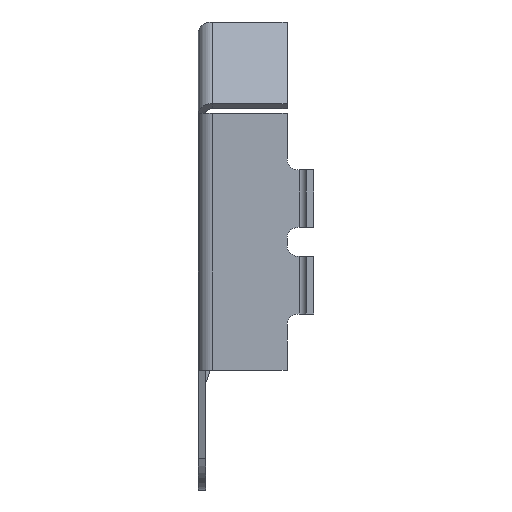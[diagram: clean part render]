
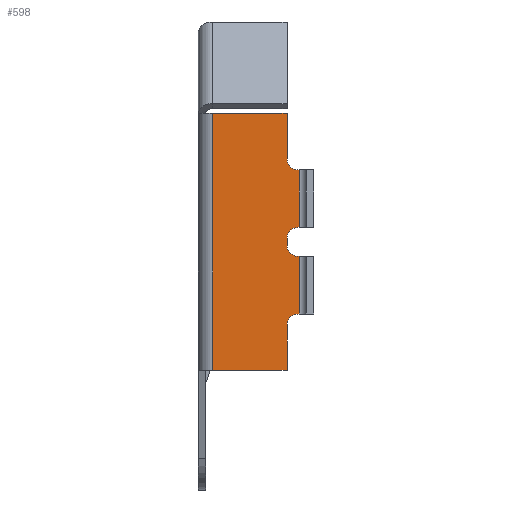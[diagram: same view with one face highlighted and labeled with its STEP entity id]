
A CAD part, left-side view. The second image highlights one B-rep face of the part: STEP entity #598.
In plain terms, the highlighted planar face has unit normal (-1, 0, 0).
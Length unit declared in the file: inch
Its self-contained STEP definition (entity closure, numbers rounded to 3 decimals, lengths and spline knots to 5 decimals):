
#8 = CARTESIAN_POINT ( 'NONE',  ( -0.4175, -0.13, -0.311 ) ) ;
#9 = AXIS2_PLACEMENT_3D ( 'NONE', #2728, #2395, #2375 ) ;
#60 = VECTOR ( 'NONE', #2402, 39.37008 ) ;
#82 = DIRECTION ( 'NONE',  ( 1., 0., 0. ) ) ;
#91 = DIRECTION ( 'NONE',  ( 0., 1., 0. ) ) ;
#117 = AXIS2_PLACEMENT_3D ( 'NONE', #2692, #676, #3055 ) ;
#170 = LINE ( 'NONE', #4350, #175 ) ;
#175 = VECTOR ( 'NONE', #1974, 39.37008 ) ;
#202 = ORIENTED_EDGE ( 'NONE', *, *, #2775, .F. ) ;
#255 = ORIENTED_EDGE ( 'NONE', *, *, #3859, .F. ) ;
#258 = ORIENTED_EDGE ( 'NONE', *, *, #3814, .F. ) ;
#279 = ORIENTED_EDGE ( 'NONE', *, *, #1089, .T. ) ;
#339 = DIRECTION ( 'NONE',  ( 0., 0., -1. ) ) ;
#367 = VERTEX_POINT ( 'NONE', #4332 ) ;
#398 = CARTESIAN_POINT ( 'NONE',  ( -0.4175, -0.113, -0.46905 ) ) ;
#507 = DIRECTION ( 'NONE',  ( 0., 0., -1. ) ) ;
#558 = CARTESIAN_POINT ( 'NONE',  ( -0.4175, -0.113, -0.286 ) ) ;
#596 = ORIENTED_EDGE ( 'NONE', *, *, #2354, .F. ) ;
#598 = ADVANCED_FACE ( 'NONE', ( #2056 ), #2403, .F. ) ;
#607 = CIRCLE ( 'NONE', #117, 0.015 ) ;
#641 = ORIENTED_EDGE ( 'NONE', *, *, #2192, .T. ) ;
#676 = DIRECTION ( 'NONE',  ( 1., 0., 0. ) ) ;
#695 = VERTEX_POINT ( 'NONE', #558 ) ;
#756 = ORIENTED_EDGE ( 'NONE', *, *, #1031, .F. ) ;
#857 = CIRCLE ( 'NONE', #1761, 0.015 ) ;
#1031 = EDGE_CURVE ( 'NONE', #3841, #3672, #3200, .T. ) ;
#1044 = DIRECTION ( 'NONE',  ( 1., 0., 0. ) ) ;
#1089 = EDGE_CURVE ( 'NONE', #2636, #2042, #3896, .T. ) ;
#1097 = CARTESIAN_POINT ( 'NONE',  ( -0.4175, -0.113, -0.46905 ) ) ;
#1184 = EDGE_CURVE ( 'NONE', #2636, #3841, #1744, .T. ) ;
#1322 = CARTESIAN_POINT ( 'NONE',  ( -0.4175, -0.128, -0.271 ) ) ;
#1374 = VECTOR ( 'NONE', #1724, 39.37008 ) ;
#1378 = CARTESIAN_POINT ( 'NONE',  ( -0.4175, -0.13, -0.391 ) ) ;
#1379 = AXIS2_PLACEMENT_3D ( 'NONE', #3096, #1044, #3444 ) ;
#1453 = CARTESIAN_POINT ( 'NONE',  ( -0.4175, 0., -0.46905 ) ) ;
#1505 = CARTESIAN_POINT ( 'NONE',  ( -0.4175, -0.113, -0.46905 ) ) ;
#1532 = LINE ( 'NONE', #1453, #1646 ) ;
#1589 = VERTEX_POINT ( 'NONE', #3345 ) ;
#1645 = CARTESIAN_POINT ( 'NONE',  ( -0.4175, -0.113, -0.406 ) ) ;
#1646 = VECTOR ( 'NONE', #3838, 39.37008 ) ;
#1681 = AXIS2_PLACEMENT_3D ( 'NONE', #2077, #82, #2420 ) ;
#1724 = DIRECTION ( 'NONE',  ( 0., 1., 0. ) ) ;
#1725 = CARTESIAN_POINT ( 'NONE',  ( -0.4175, -0.113, -0.11305 ) ) ;
#1744 = LINE ( 'NONE', #8, #4374 ) ;
#1761 = AXIS2_PLACEMENT_3D ( 'NONE', #4157, #2082, #91 ) ;
#1822 = CARTESIAN_POINT ( 'NONE',  ( -0.4175, -0.13, -0.191 ) ) ;
#1833 = VERTEX_POINT ( 'NONE', #1911 ) ;
#1911 = CARTESIAN_POINT ( 'NONE',  ( -0.4175, -0.13, -0.191 ) ) ;
#1924 = EDGE_CURVE ( 'NONE', #3488, #3672, #857, .T. ) ;
#1974 = DIRECTION ( 'NONE',  ( 0., 1., 0. ) ) ;
#2042 = VERTEX_POINT ( 'NONE', #4219 ) ;
#2055 = VECTOR ( 'NONE', #4144, 39.37008 ) ;
#2056 = FACE_OUTER_BOUND ( 'NONE', #3505, .T. ) ;
#2077 = CARTESIAN_POINT ( 'NONE',  ( -0.4175, -0.128, -0.176 ) ) ;
#2082 = DIRECTION ( 'NONE',  ( 1., 0., 0. ) ) ;
#2091 = ORIENTED_EDGE ( 'NONE', *, *, #3442, .F. ) ;
#2106 = CARTESIAN_POINT ( 'NONE',  ( -0.4175, -0.128, -0.391 ) ) ;
#2171 = CARTESIAN_POINT ( 'NONE',  ( -0.4175, -0.01, -0.11305 ) ) ;
#2191 = CARTESIAN_POINT ( 'NONE',  ( -0.4175, -0.01, -0.46905 ) ) ;
#2192 = EDGE_CURVE ( 'NONE', #3730, #2283, #3415, .T. ) ;
#2206 = VECTOR ( 'NONE', #507, 39.37008 ) ;
#2283 = VERTEX_POINT ( 'NONE', #2482 ) ;
#2290 = EDGE_CURVE ( 'NONE', #1833, #3730, #2855, .T. ) ;
#2350 = CARTESIAN_POINT ( 'NONE',  ( -0.4175, -0.128, -0.191 ) ) ;
#2354 = EDGE_CURVE ( 'NONE', #3279, #367, #2740, .T. ) ;
#2375 = DIRECTION ( 'NONE',  ( 0., -1., 0. ) ) ;
#2395 = DIRECTION ( 'NONE',  ( 1., 0., 0. ) ) ;
#2402 = DIRECTION ( 'NONE',  ( 0., -1., 0. ) ) ;
#2403 = PLANE ( 'NONE',  #9 ) ;
#2405 = CARTESIAN_POINT ( 'NONE',  ( -0.4175, -0.13, -0.311 ) ) ;
#2420 = DIRECTION ( 'NONE',  ( 0., 1., 0. ) ) ;
#2459 = CARTESIAN_POINT ( 'NONE',  ( -0.4175, -0.113, -0.11305 ) ) ;
#2460 = EDGE_CURVE ( 'NONE', #3488, #2944, #3136, .T. ) ;
#2474 = ORIENTED_EDGE ( 'NONE', *, *, #3523, .T. ) ;
#2482 = CARTESIAN_POINT ( 'NONE',  ( -0.4175, -0.113, -0.176 ) ) ;
#2487 = VERTEX_POINT ( 'NONE', #3914 ) ;
#2516 = DIRECTION ( 'NONE',  ( 0., 0., 1. ) ) ;
#2540 = ORIENTED_EDGE ( 'NONE', *, *, #2843, .F. ) ;
#2561 = ORIENTED_EDGE ( 'NONE', *, *, #3908, .F. ) ;
#2636 = VERTEX_POINT ( 'NONE', #2651 ) ;
#2651 = CARTESIAN_POINT ( 'NONE',  ( -0.4175, -0.13, -0.311 ) ) ;
#2692 = CARTESIAN_POINT ( 'NONE',  ( -0.4175, -0.128, -0.286 ) ) ;
#2728 = CARTESIAN_POINT ( 'NONE',  ( -0.4175, 0., -0.46905 ) ) ;
#2740 = LINE ( 'NONE', #2171, #3562 ) ;
#2775 = EDGE_CURVE ( 'NONE', #367, #3673, #3774, .T. ) ;
#2843 = EDGE_CURVE ( 'NONE', #2944, #3279, #1532, .T. ) ;
#2855 = LINE ( 'NONE', #1822, #3888 ) ;
#2869 = CARTESIAN_POINT ( 'NONE',  ( -0.4175, -0.113, -0.46905 ) ) ;
#2943 = VECTOR ( 'NONE', #3828, 39.37008 ) ;
#2944 = VERTEX_POINT ( 'NONE', #2869 ) ;
#2983 = VECTOR ( 'NONE', #4362, 39.37008 ) ;
#3050 = ORIENTED_EDGE ( 'NONE', *, *, #2290, .T. ) ;
#3055 = DIRECTION ( 'NONE',  ( 0., 1., 0. ) ) ;
#3095 = LINE ( 'NONE', #1097, #2943 ) ;
#3096 = CARTESIAN_POINT ( 'NONE',  ( -0.4175, -0.128, -0.296 ) ) ;
#3136 = LINE ( 'NONE', #1505, #2206 ) ;
#3200 = LINE ( 'NONE', #1378, #1374 ) ;
#3279 = VERTEX_POINT ( 'NONE', #2191 ) ;
#3345 = CARTESIAN_POINT ( 'NONE',  ( -0.4175, -0.13, -0.271 ) ) ;
#3415 = CIRCLE ( 'NONE', #1681, 0.015 ) ;
#3442 = EDGE_CURVE ( 'NONE', #1589, #3507, #170, .T. ) ;
#3444 = DIRECTION ( 'NONE',  ( 0., 1., 0. ) ) ;
#3488 = VERTEX_POINT ( 'NONE', #1645 ) ;
#3505 = EDGE_LOOP ( 'NONE', ( #596, #2540, #3642, #3729, #756, #3982, #279, #3782, #255, #2474, #2091, #258, #3050, #641, #2561, #202 ) ) ;
#3507 = VERTEX_POINT ( 'NONE', #1322 ) ;
#3523 = EDGE_CURVE ( 'NONE', #695, #3507, #607, .T. ) ;
#3562 = VECTOR ( 'NONE', #2516, 39.37008 ) ;
#3634 = VECTOR ( 'NONE', #4103, 39.37008 ) ;
#3642 = ORIENTED_EDGE ( 'NONE', *, *, #2460, .F. ) ;
#3672 = VERTEX_POINT ( 'NONE', #2106 ) ;
#3673 = VERTEX_POINT ( 'NONE', #2459 ) ;
#3729 = ORIENTED_EDGE ( 'NONE', *, *, #1924, .T. ) ;
#3730 = VERTEX_POINT ( 'NONE', #2350 ) ;
#3762 = CARTESIAN_POINT ( 'NONE',  ( -0.4175, -0.13, -0.191 ) ) ;
#3774 = LINE ( 'NONE', #1725, #60 ) ;
#3782 = ORIENTED_EDGE ( 'NONE', *, *, #3834, .T. ) ;
#3814 = EDGE_CURVE ( 'NONE', #1833, #1589, #3895, .T. ) ;
#3828 = DIRECTION ( 'NONE',  ( 0., 0., -1. ) ) ;
#3834 = EDGE_CURVE ( 'NONE', #2042, #2487, #4054, .T. ) ;
#3838 = DIRECTION ( 'NONE',  ( 0., 1., 0. ) ) ;
#3841 = VERTEX_POINT ( 'NONE', #4120 ) ;
#3859 = EDGE_CURVE ( 'NONE', #695, #2487, #4021, .T. ) ;
#3888 = VECTOR ( 'NONE', #4229, 39.37008 ) ;
#3895 = LINE ( 'NONE', #3762, #3634 ) ;
#3896 = LINE ( 'NONE', #2405, #2983 ) ;
#3908 = EDGE_CURVE ( 'NONE', #3673, #2283, #3095, .T. ) ;
#3914 = CARTESIAN_POINT ( 'NONE',  ( -0.4175, -0.113, -0.296 ) ) ;
#3982 = ORIENTED_EDGE ( 'NONE', *, *, #1184, .F. ) ;
#4021 = LINE ( 'NONE', #398, #2055 ) ;
#4054 = CIRCLE ( 'NONE', #1379, 0.015 ) ;
#4103 = DIRECTION ( 'NONE',  ( 0., 0., -1. ) ) ;
#4120 = CARTESIAN_POINT ( 'NONE',  ( -0.4175, -0.13, -0.391 ) ) ;
#4144 = DIRECTION ( 'NONE',  ( 0., 0., -1. ) ) ;
#4157 = CARTESIAN_POINT ( 'NONE',  ( -0.4175, -0.128, -0.406 ) ) ;
#4219 = CARTESIAN_POINT ( 'NONE',  ( -0.4175, -0.128, -0.311 ) ) ;
#4229 = DIRECTION ( 'NONE',  ( 0., 1., 0. ) ) ;
#4332 = CARTESIAN_POINT ( 'NONE',  ( -0.4175, -0.01, -0.11305 ) ) ;
#4350 = CARTESIAN_POINT ( 'NONE',  ( -0.4175, -0.13, -0.271 ) ) ;
#4362 = DIRECTION ( 'NONE',  ( 0., 1., 0. ) ) ;
#4374 = VECTOR ( 'NONE', #339, 39.37008 ) ;
